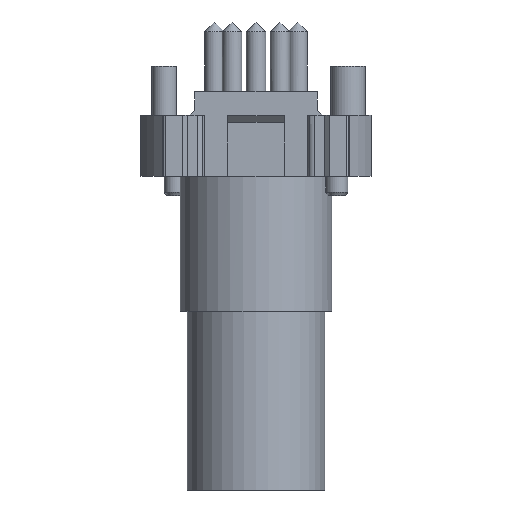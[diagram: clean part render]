
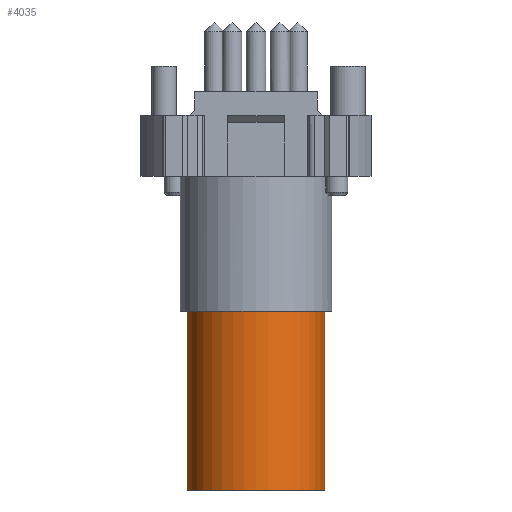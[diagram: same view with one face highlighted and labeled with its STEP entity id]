
A CAD part, front view. The second image highlights one B-rep face of the part: STEP entity #4035.
In plain terms, the highlighted cylindrical face has radius 2.8 mm (diameter 5.6 mm), a partial arc.
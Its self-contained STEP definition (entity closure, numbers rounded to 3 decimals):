
#1803=AXIS2_PLACEMENT_3D('Circle Axis2P3D',#1801,#1802,$) ;
#4008=AXIS2_PLACEMENT_3D('Cylinder Axis2P3D',#4005,#4006,#4007) ;
#4026=AXIS2_PLACEMENT_3D('Circle Axis2P3D',#4024,#4025,$) ;
#1801=CARTESIAN_POINT('Axis2P3D Location',(4.7,5.2,7.3)) ;
#1805=CARTESIAN_POINT('Vertex',(7.5,5.2,7.3)) ;
#1807=CARTESIAN_POINT('Vertex',(1.9,5.2,7.3)) ;
#4005=CARTESIAN_POINT('Axis2P3D Location',(4.7,5.2,7.5)) ;
#4010=CARTESIAN_POINT('Line Origine',(7.5,5.2,7.5)) ;
#4014=CARTESIAN_POINT('Vertex',(7.5,5.2,0.)) ;
#4017=CARTESIAN_POINT('Line Origine',(1.9,5.2,7.5)) ;
#4021=CARTESIAN_POINT('Vertex',(1.9,5.2,0.)) ;
#4024=CARTESIAN_POINT('Axis2P3D Location',(4.7,5.2,0.)) ;
#1802=DIRECTION('Axis2P3D Direction',(0.,0.,-1.)) ;
#4006=DIRECTION('Axis2P3D Direction',(0.,0.,-1.)) ;
#4007=DIRECTION('Axis2P3D XDirection',(1.,0.,0.)) ;
#4011=DIRECTION('Vector Direction',(0.,0.,-1.)) ;
#4018=DIRECTION('Vector Direction',(0.,0.,-1.)) ;
#4025=DIRECTION('Axis2P3D Direction',(0.,0.,-1.)) ;
#4012=VECTOR('Line Direction',#4011,1.) ;
#4019=VECTOR('Line Direction',#4018,1.) ;
#4030=ORIENTED_EDGE('',*,*,#4016,.F.) ;
#4031=ORIENTED_EDGE('',*,*,#1809,.T.) ;
#4032=ORIENTED_EDGE('',*,*,#4023,.F.) ;
#4033=ORIENTED_EDGE('',*,*,#4028,.T.) ;
#4035=ADVANCED_FACE('V1',(#4034),#4009,.T.) ;
#1804=CIRCLE('generated circle',#1803,2.8) ;
#4027=CIRCLE('generated circle',#4026,2.8) ;
#4009=CYLINDRICAL_SURFACE('generated cylinder',#4008,2.8) ;
#1809=EDGE_CURVE('',#1806,#1808,#1804,.T.) ;
#4016=EDGE_CURVE('',#1806,#4015,#4013,.T.) ;
#4023=EDGE_CURVE('',#4022,#1808,#4020,.F.) ;
#4028=EDGE_CURVE('',#4022,#4015,#4027,.F.) ;
#4029=EDGE_LOOP('',(#4030,#4031,#4032,#4033)) ;
#4034=FACE_OUTER_BOUND('',#4029,.T.) ;
#4013=LINE('Line',#4010,#4012) ;
#4020=LINE('Line',#4017,#4019) ;
#1806=VERTEX_POINT('',#1805) ;
#1808=VERTEX_POINT('',#1807) ;
#4015=VERTEX_POINT('',#4014) ;
#4022=VERTEX_POINT('',#4021) ;
